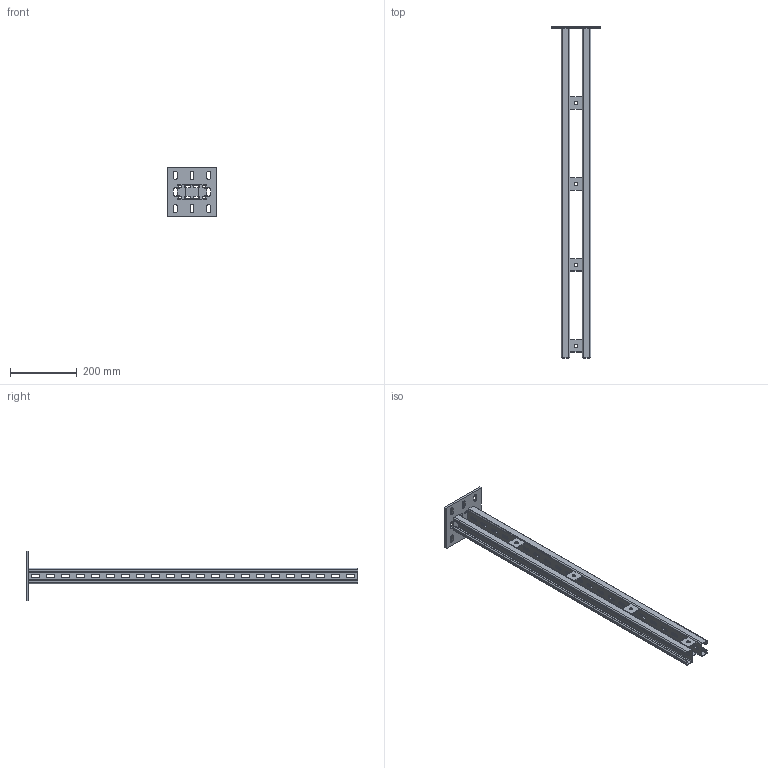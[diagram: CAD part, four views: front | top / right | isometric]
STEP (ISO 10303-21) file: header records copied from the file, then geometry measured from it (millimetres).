
FILE_DESCRIPTION (( 'STEP AP203' ), '1' );
FILE_NAME ('10-02-1430.STEP', '2013-05-02T11:46:58', ( 'asennus' ), ( '' ), 'SwSTEP 2.0', 'SolidWorks 2013', '' );
FILE_SCHEMA (( 'CONFIG_CONTROL_DESIGN' ));
Length unit declared in the file: millimetre
Products named in the file (1): 10-02-1430
Bounding box: 149 x 996 x 149 mm (x, y, z)
Volume: 588056.2 mm3; surface area: 531933.1 mm2
Topology: 11 solids, 11 shells, 462 faces, 1224 edges, 784 vertices
Faces by surface type: plane 250, cylinder 212
Entity records: 14633 total; most frequent: DIRECTION 2574, CARTESIAN_POINT 2471, ORIENTED_EDGE 2448, EDGE_CURVE 1224, AXIS2_PLACEMENT_3D 887, VECTOR 800, LINE 800, VERTEX_POINT 784
